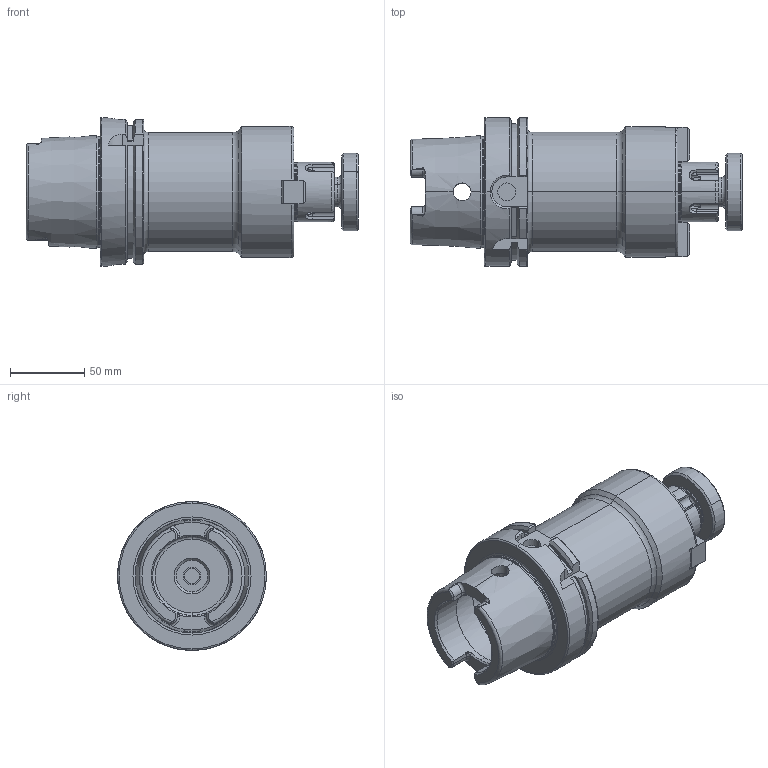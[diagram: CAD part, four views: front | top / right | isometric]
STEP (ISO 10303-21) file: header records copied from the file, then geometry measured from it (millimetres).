
FILE_DESCRIPTION (( 'STEP AP203' ), '1' );
FILE_NAME ('91100A-AS540130.STEP', '2017-09-01T09:00:49', ( '' ), ( '' ), 'SwSTEP 2.0', 'SolidWorks 2009', '' );
FILE_SCHEMA (( 'CONFIG_CONTROL_DESIGN' ));
Length unit declared in the file: millimetre
Products named in the file (8): CCS-M20-40; Part1^HSKA100 SMS40 100 TC WW; 91100A-AS540130; HSKA100FMH40130TCWW; CCS-M20-40-1; CCS-M20-40-2; AS-M6X20._AS-M6X20; KEY 16x23x16 - 40
Assembly tree (8 placements, depth 3):
  Part1^HSKA100 SMS40 100 TC WW
  91100A-AS540130
    AS-M6X20._AS-M6X20  x2
    KEY 16x23x16 - 40  x2
    HSKA100FMH40130TCWW
    CCS-M20-40
      CCS-M20-40-2
      CCS-M20-40-1
Bounding box: 223 x 100 x 100 mm (x, y, z)
Volume: 841760.8 mm3; surface area: 108574.6 mm2
Topology: 7 solids, 7 shells, 408 faces, 990 edges, 591 vertices
Faces by surface type: plane 148, cylinder 112, cone 81, torus 49, bspline 10, sphere 8
Entity records: 13308 total; most frequent: CARTESIAN_POINT 4063, DIRECTION 1780, ORIENTED_EDGE 1748, EDGE_CURVE 874, AXIS2_PLACEMENT_3D 708, VERTEX_POINT 534, EDGE_LOOP 392, VECTOR 364
